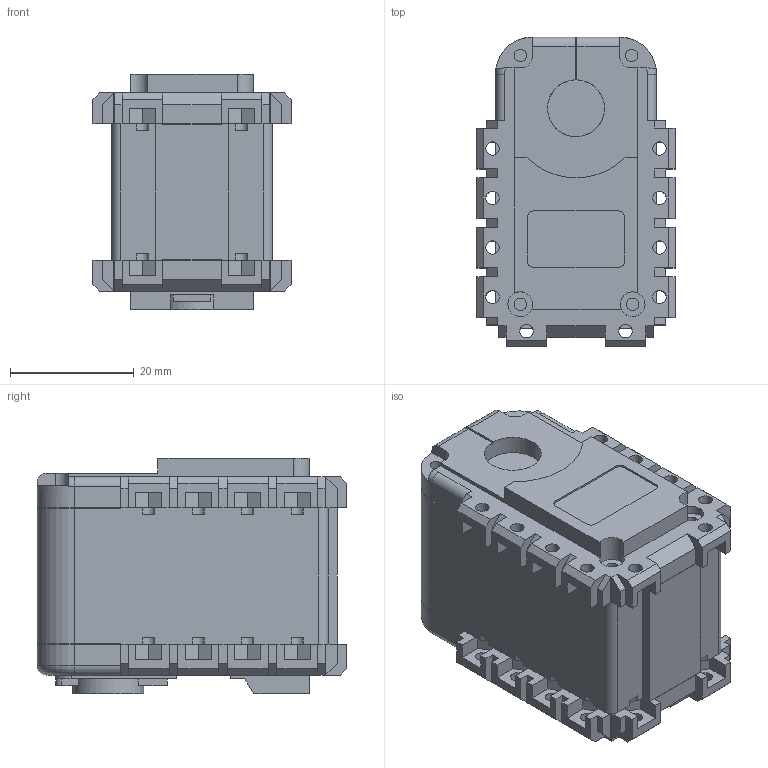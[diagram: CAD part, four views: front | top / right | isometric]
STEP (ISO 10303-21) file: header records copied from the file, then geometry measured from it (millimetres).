
FILE_DESCRIPTION(/* description */ (''),/* implementation_level */ '2;1');
FILE_NAME(/* name */ 'ASSY_DUMMY___ipt_d391aed.STEP',/* time_stamp */ '2022-06-02T14:50:05+03:00',/* author */ ('Sulieman DAHER'),/* organization */ (''),/* preprocessor_version */ 'ST-DEVELOPER v16.13',/* originating_system */ 'Autodesk Inventor 2018',/* authorisation */ '');
FILE_SCHEMA (('AUTOMOTIVE_DESIGN { 1 0 10303 214 3 1 1 }'));
Length unit declared in the file: millimetre
Products named in the file (1): ASSY_DUMMY__
Bounding box: 32 x 50 x 38 mm (x, y, z)
Volume: 41307.8 mm3; surface area: 10406.5 mm2
Topology: 1 solids, 1 shells, 501 faces, 1424 edges, 933 vertices
Faces by surface type: plane 416, cylinder 81, torus 4
Full cylindrical faces by diameter (mm): 2 x4, 2.2 x20, 3.2 x1, 4 x2, 8 x1, 9.2 x1, 11.5 x1
Entity records: 16056 total; most frequent: CARTESIAN_POINT 2925, ORIENTED_EDGE 2780, DIRECTION 2561, EDGE_CURVE 1390, LINE 1195, VECTOR 1195, VERTEX_POINT 929, AXIS2_PLACEMENT_3D 683
